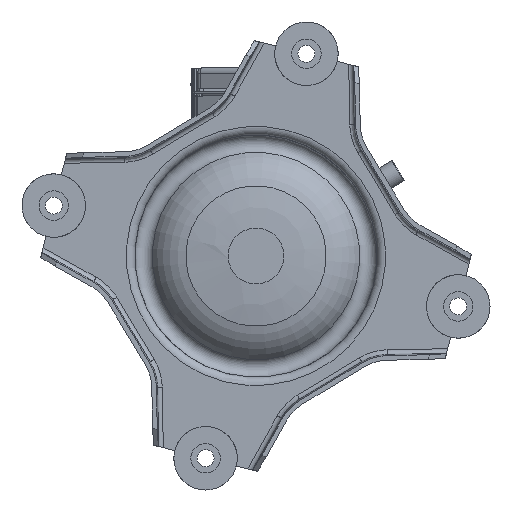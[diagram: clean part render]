
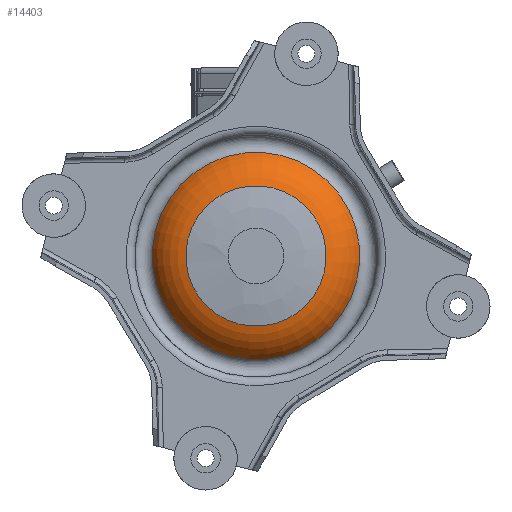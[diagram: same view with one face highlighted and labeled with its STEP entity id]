
A CAD part, front view. The second image highlights one B-rep face of the part: STEP entity #14403.
In plain terms, the highlighted toroidal (fillet/blend) face has major radius 37.998 mm and minor radius 33 mm.
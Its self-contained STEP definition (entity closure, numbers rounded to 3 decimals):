
#26=TOROIDAL_SURFACE('',#15550,37.998,33.);
#1250=FACE_OUTER_BOUND('',#2122,.T.);
#2122=EDGE_LOOP('',(#10575,#10576,#10577,#10578,#10579,#10580,#10581));
#4933=CIRCLE('',#15547,66.981);
#4935=CIRCLE('',#15549,66.981);
#4936=CIRCLE('',#15551,45.331);
#4937=CIRCLE('',#15552,33.);
#4938=CIRCLE('',#15553,45.331);
#4939=CIRCLE('',#15554,45.331);
#6145=VERTEX_POINT('',#23310);
#6146=VERTEX_POINT('',#23311);
#6147=VERTEX_POINT('',#23316);
#6148=VERTEX_POINT('',#23317);
#6149=VERTEX_POINT('',#23320);
#7830=EDGE_CURVE('',#6145,#6146,#4933,.T.);
#7832=EDGE_CURVE('',#6146,#6145,#4935,.T.);
#7833=EDGE_CURVE('',#6147,#6148,#4936,.T.);
#7834=EDGE_CURVE('',#6148,#6146,#4937,.T.);
#7835=EDGE_CURVE('',#6148,#6149,#4938,.T.);
#7836=EDGE_CURVE('',#6149,#6147,#4939,.T.);
#10575=ORIENTED_EDGE('',*,*,#7833,.T.);
#10576=ORIENTED_EDGE('',*,*,#7834,.T.);
#10577=ORIENTED_EDGE('',*,*,#7830,.F.);
#10578=ORIENTED_EDGE('',*,*,#7832,.F.);
#10579=ORIENTED_EDGE('',*,*,#7834,.F.);
#10580=ORIENTED_EDGE('',*,*,#7835,.T.);
#10581=ORIENTED_EDGE('',*,*,#7836,.T.);
#14403=ADVANCED_FACE('',(#1250),#26,.T.);
#15547=AXIS2_PLACEMENT_3D('',#23312,#18110,#18111);
#15549=AXIS2_PLACEMENT_3D('',#23314,#18114,#18115);
#15550=AXIS2_PLACEMENT_3D('',#23315,#18116,#18117);
#15551=AXIS2_PLACEMENT_3D('',#23318,#18118,#18119);
#15552=AXIS2_PLACEMENT_3D('',#23319,#18120,#18121);
#15553=AXIS2_PLACEMENT_3D('',#23321,#18122,#18123);
#15554=AXIS2_PLACEMENT_3D('',#23322,#18124,#18125);
#18110=DIRECTION('center_axis',(0.,1.,0.));
#18111=DIRECTION('ref_axis',(-0.242,0.,-0.97));
#18114=DIRECTION('center_axis',(0.,1.,0.));
#18115=DIRECTION('ref_axis',(-0.242,0.,-0.97));
#18116=DIRECTION('center_axis',(0.,-1.,0.));
#18117=DIRECTION('ref_axis',(0.242,0.,0.97));
#18118=DIRECTION('center_axis',(0.,1.,0.));
#18119=DIRECTION('ref_axis',(-0.242,0.,-0.97));
#18120=DIRECTION('center_axis',(0.97,0.,-0.242));
#18121=DIRECTION('ref_axis',(-0.242,0.,-0.97));
#18122=DIRECTION('center_axis',(0.,1.,0.));
#18123=DIRECTION('ref_axis',(-0.242,0.,-0.97));
#18124=DIRECTION('center_axis',(0.,1.,0.));
#18125=DIRECTION('ref_axis',(-0.242,0.,-0.97));
#23310=CARTESIAN_POINT('',(16.204,5.469,64.991));
#23311=CARTESIAN_POINT('',(-16.204,5.469,-64.991));
#23312=CARTESIAN_POINT('Origin',(0.,5.469,0.));
#23314=CARTESIAN_POINT('Origin',(0.,5.469,0.));
#23315=CARTESIAN_POINT('Origin',(0.,21.25,0.));
#23316=CARTESIAN_POINT('',(10.967,-10.925,43.984));
#23317=CARTESIAN_POINT('',(-10.967,-10.925,-43.984));
#23318=CARTESIAN_POINT('Origin',(0.,-10.925,0.));
#23319=CARTESIAN_POINT('Origin',(-9.193,21.25,-36.87));
#23320=CARTESIAN_POINT('',(-43.984,-10.925,10.967));
#23321=CARTESIAN_POINT('Origin',(0.,-10.925,0.));
#23322=CARTESIAN_POINT('Origin',(0.,-10.925,0.));
